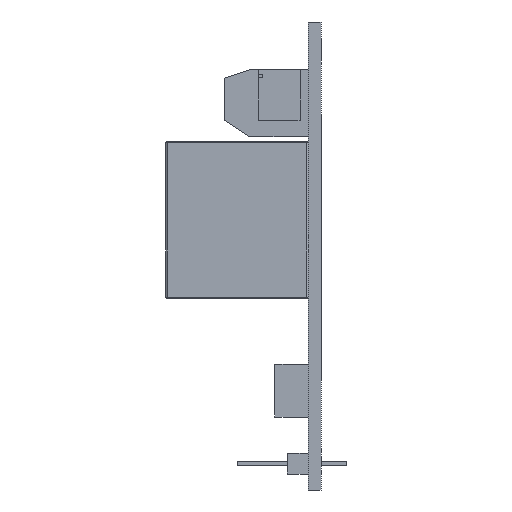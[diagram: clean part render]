
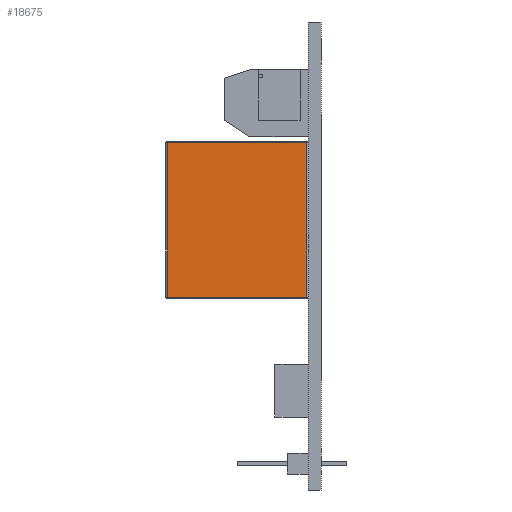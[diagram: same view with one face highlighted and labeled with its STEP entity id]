
A CAD part, left-side view. The second image highlights one B-rep face of the part: STEP entity #18675.
In plain terms, the highlighted planar face has unit normal (-1, 0, 0).
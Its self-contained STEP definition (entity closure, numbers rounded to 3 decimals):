
#353 = CARTESIAN_POINT ( 'NONE',  ( -67., 1.7, 13.7 ) ) ;
#451 = EDGE_CURVE ( 'NONE', #21406, #29199, #3142, .T. ) ;
#2906 = DIRECTION ( 'NONE',  ( 0., 0., 1. ) ) ;
#3142 = LINE ( 'NONE', #17514, #19953 ) ;
#3729 = ORIENTED_EDGE ( 'NONE', *, *, #9722, .T. ) ;
#5047 = VERTEX_POINT ( 'NONE', #18134 ) ;
#5442 = DIRECTION ( 'NONE',  ( 0., -1., 0. ) ) ;
#5813 = VECTOR ( 'NONE', #13212, 1000. ) ;
#7531 = CARTESIAN_POINT ( 'NONE',  ( -67., 1.7, -4.9 ) ) ;
#9303 = CARTESIAN_POINT ( 'NONE',  ( -67., 18.3, 13.5 ) ) ;
#9680 = DIRECTION ( 'NONE',  ( 0., 0., -1. ) ) ;
#9722 = EDGE_CURVE ( 'NONE', #5047, #21406, #25761, .T. ) ;
#12159 = LINE ( 'NONE', #353, #14877 ) ;
#13212 = DIRECTION ( 'NONE',  ( 0., 1., 0. ) ) ;
#14053 = EDGE_CURVE ( 'NONE', #29199, #31641, #25021, .T. ) ;
#14605 = PLANE ( 'NONE',  #17453 ) ;
#14877 = VECTOR ( 'NONE', #2906, 1000. ) ;
#15713 = CARTESIAN_POINT ( 'NONE',  ( -67., 18.5, 13.5 ) ) ;
#17111 = CARTESIAN_POINT ( 'NONE',  ( -67., 18.5, 13.7 ) ) ;
#17453 = AXIS2_PLACEMENT_3D ( 'NONE', #17111, #24650, #9680 ) ;
#17514 = CARTESIAN_POINT ( 'NONE',  ( -67., 18.3, 13.7 ) ) ;
#18134 = CARTESIAN_POINT ( 'NONE',  ( -67., 1.7, 13.5 ) ) ;
#18385 = VECTOR ( 'NONE', #5442, 1000. ) ;
#18440 = FACE_OUTER_BOUND ( 'NONE', #24383, .T. ) ;
#18675 = ADVANCED_FACE ( 'NONE', ( #18440 ), #14605, .F. ) ;
#18817 = EDGE_CURVE ( 'NONE', #31641, #5047, #12159, .T. ) ;
#19383 = ORIENTED_EDGE ( 'NONE', *, *, #451, .T. ) ;
#19953 = VECTOR ( 'NONE', #30483, 1000. ) ;
#21406 = VERTEX_POINT ( 'NONE', #9303 ) ;
#24383 = EDGE_LOOP ( 'NONE', ( #19383, #30613, #29346, #3729 ) ) ;
#24650 = DIRECTION ( 'NONE',  ( 1., 0., 0. ) ) ;
#25021 = LINE ( 'NONE', #30324, #18385 ) ;
#25761 = LINE ( 'NONE', #15713, #5813 ) ;
#26028 = CARTESIAN_POINT ( 'NONE',  ( -67., 18.3, -4.9 ) ) ;
#29199 = VERTEX_POINT ( 'NONE', #26028 ) ;
#29346 = ORIENTED_EDGE ( 'NONE', *, *, #18817, .T. ) ;
#30324 = CARTESIAN_POINT ( 'NONE',  ( -67., 18.5, -4.9 ) ) ;
#30483 = DIRECTION ( 'NONE',  ( 0., 0., -1. ) ) ;
#30613 = ORIENTED_EDGE ( 'NONE', *, *, #14053, .T. ) ;
#31641 = VERTEX_POINT ( 'NONE', #7531 ) ;
